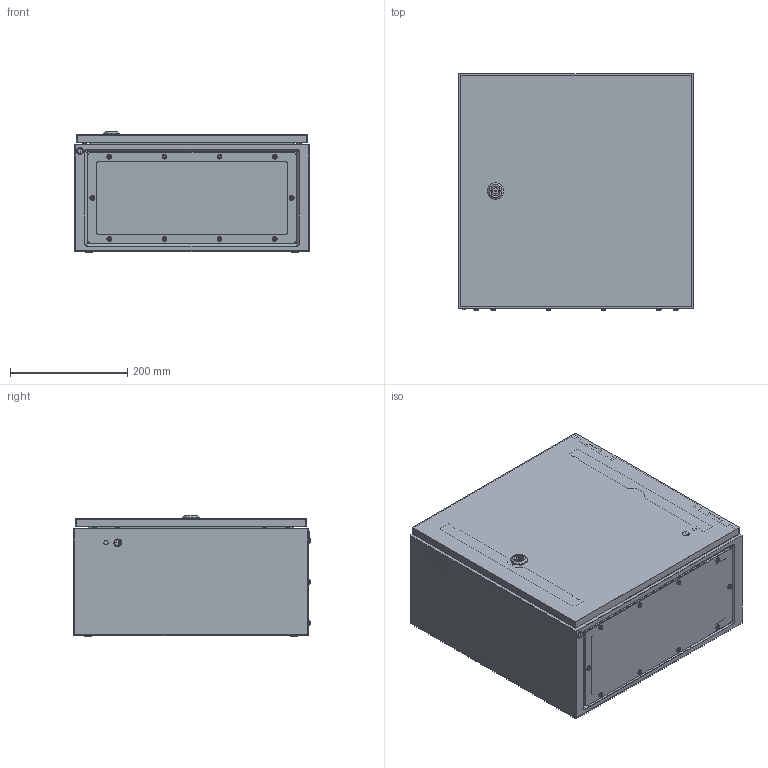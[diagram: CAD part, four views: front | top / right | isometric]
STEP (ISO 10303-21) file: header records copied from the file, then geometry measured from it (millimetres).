
FILE_DESCRIPTION (( 'STEP AP214' ), '1' );
FILE_NAME ('3331-4040-20-07.step', '2023-12-20T12:44:42', ( '' ), ( '' ), 'SwSTEP 2.0', 'SolidWorks 2019', '' );
FILE_SCHEMA (( 'AUTOMOTIVE_DESIGN' ));
Length unit declared in the file: millimetre
Products named in the file (5): Montageplattenbeipack_wg_4040; Tuer_wg_3331-4040-00-97; 3331-4040-20-07; Kabeleinfuehrungsplatte_wg_3080-7035-12-27; Korpus_wg_4040-20
Assembly tree (4 placements, depth 2):
  3331-4040-20-07
    Korpus_wg_4040-20
    Tuer_wg_3331-4040-00-97
    Kabeleinfuehrungsplatte_wg_3080-7035-12-27
    Montageplattenbeipack_wg_4040
Bounding box: 400 x 403.1 x 206.85 mm (x, y, z)
Volume: 1069526.3 mm3; surface area: 1499215.1 mm2
Topology: 31 solids, 35 shells, 1508 faces, 3741 edges, 2407 vertices
Faces by surface type: plane 852, cylinder 440, cone 158, torus 24, sphere 18, bspline 16
Entity records: 61444 total; most frequent: CARTESIAN_POINT 17257, DIRECTION 7617, ORIENTED_EDGE 7466, EDGE_CURVE 3733, AXIS2_PLACEMENT_3D 2733, VERTEX_POINT 2407, LINE 2151, VECTOR 2151
